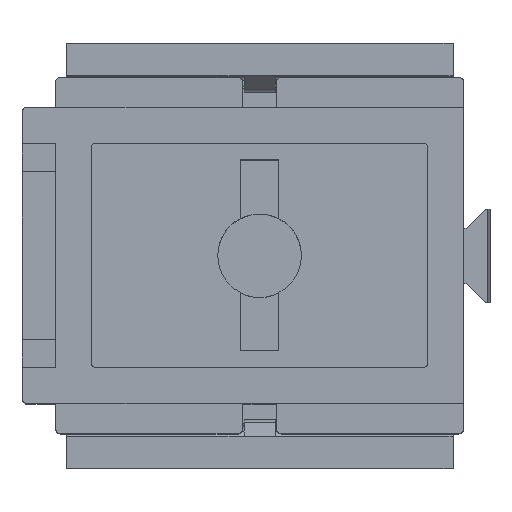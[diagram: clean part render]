
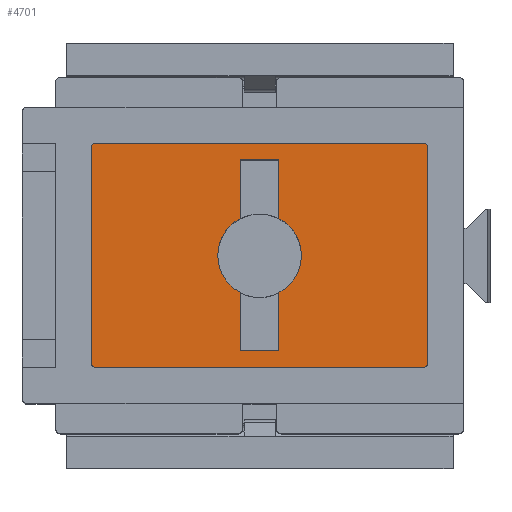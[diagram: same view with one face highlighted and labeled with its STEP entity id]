
A CAD part, top view. The second image highlights one B-rep face of the part: STEP entity #4701.
In plain terms, the highlighted planar face has unit normal (0, 0, 1).
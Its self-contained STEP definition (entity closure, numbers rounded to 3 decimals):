
#1250=DIRECTION('',(0.,1.,0.));
#1251=VECTOR('',#1250,9.);
#1252=CARTESIAN_POINT('',(-7.618,366.215,15.5));
#1253=LINE('',#1252,#1251);
#1257=CARTESIAN_POINT('',(-7.818,366.215,15.5));
#1258=DIRECTION('',(0.,0.,1.));
#1259=DIRECTION('',(0.,-1.,0.));
#1260=AXIS2_PLACEMENT_3D('',#1257,#1258,#1259);
#1265=DIRECTION('',(1.,0.,0.));
#1266=VECTOR('',#1265,13.7);
#1267=CARTESIAN_POINT('',(-21.518,366.015,15.5));
#1268=LINE('',#1267,#1266);
#1272=CARTESIAN_POINT('',(-21.518,366.215,15.5));
#1273=DIRECTION('',(0.,0.,1.));
#1274=DIRECTION('',(-1.,0.,0.));
#1275=AXIS2_PLACEMENT_3D('',#1272,#1273,#1274);
#1280=DIRECTION('',(0.,-1.,0.));
#1281=VECTOR('',#1280,9.);
#1282=CARTESIAN_POINT('',(-21.718,375.215,15.5));
#1283=LINE('',#1282,#1281);
#1287=CARTESIAN_POINT('',(-21.518,375.215,15.5));
#1288=DIRECTION('',(0.,0.,1.));
#1289=DIRECTION('',(0.,1.,0.));
#1290=AXIS2_PLACEMENT_3D('',#1287,#1288,#1289);
#1295=DIRECTION('',(-1.,0.,0.));
#1296=VECTOR('',#1295,13.7);
#1297=CARTESIAN_POINT('',(-7.818,375.415,15.5));
#1298=LINE('',#1297,#1296);
#1302=CARTESIAN_POINT('',(-7.818,375.215,15.5));
#1303=DIRECTION('',(0.,0.,1.));
#1304=DIRECTION('',(1.,0.,0.));
#1305=AXIS2_PLACEMENT_3D('',#1302,#1303,#1304);
#2777=CARTESIAN_POINT('',(-14.668,370.715,15.5));
#2778=DIRECTION('',(0.,0.,-1.));
#2779=DIRECTION('',(-1.,0.,0.));
#2780=AXIS2_PLACEMENT_3D('',#2777,#2778,#2779);
#2807=CARTESIAN_POINT('',(-14.668,370.715,15.5));
#2808=DIRECTION('',(0.,0.,-1.));
#2809=DIRECTION('',(0.457,0.889,0.));
#2810=AXIS2_PLACEMENT_3D('',#2807,#2808,#2809);
#2830=DIRECTION('',(0.,-1.,0.));
#2831=VECTOR('',#2830,2.444);
#2832=CARTESIAN_POINT('',(-15.468,374.715,15.5));
#2833=LINE('',#2832,#2831);
#2844=DIRECTION('',(0.,-1.,0.));
#2845=VECTOR('',#2844,2.444);
#2846=CARTESIAN_POINT('',(-15.468,369.159,15.5));
#2847=LINE('',#2846,#2845);
#2851=DIRECTION('',(-1.,0.,0.));
#2852=VECTOR('',#2851,1.6);
#2853=CARTESIAN_POINT('',(-13.868,374.715,15.5));
#2854=LINE('',#2853,#2852);
#2865=DIRECTION('',(0.,1.,0.));
#2866=VECTOR('',#2865,2.444);
#2867=CARTESIAN_POINT('',(-13.868,366.715,15.5));
#2868=LINE('',#2867,#2866);
#2879=DIRECTION('',(0.,1.,0.));
#2880=VECTOR('',#2879,2.444);
#2881=CARTESIAN_POINT('',(-13.868,372.272,15.5));
#2882=LINE('',#2881,#2880);
#2886=DIRECTION('',(1.,0.,0.));
#2887=VECTOR('',#2886,1.6);
#2888=CARTESIAN_POINT('',(-15.468,366.715,15.5));
#2889=LINE('',#2888,#2887);
#2942=CARTESIAN_POINT('',(-14.668,370.715,15.5));
#2943=DIRECTION('',(0.,0.,-1.));
#2944=DIRECTION('',(1.,0.,0.));
#2945=AXIS2_PLACEMENT_3D('',#2942,#2943,#2944);
#2972=CARTESIAN_POINT('',(-14.668,370.715,15.5));
#2973=DIRECTION('',(0.,0.,-1.));
#2974=DIRECTION('',(-0.457,-0.889,0.));
#2975=AXIS2_PLACEMENT_3D('',#2972,#2973,#2974);
#3192=CARTESIAN_POINT('',(-7.618,366.215,15.5));
#3193=CARTESIAN_POINT('',(-7.618,375.215,15.5));
#3194=VERTEX_POINT('',#3192);
#3195=VERTEX_POINT('',#3193);
#3196=CARTESIAN_POINT('',(-7.818,375.415,15.5));
#3197=VERTEX_POINT('',#3196);
#3198=CARTESIAN_POINT('',(-21.518,375.415,15.5));
#3199=VERTEX_POINT('',#3198);
#3200=CARTESIAN_POINT('',(-21.718,375.215,15.5));
#3201=VERTEX_POINT('',#3200);
#3202=CARTESIAN_POINT('',(-21.718,366.215,15.5));
#3203=VERTEX_POINT('',#3202);
#3204=CARTESIAN_POINT('',(-21.518,366.015,15.5));
#3205=VERTEX_POINT('',#3204);
#3206=CARTESIAN_POINT('',(-7.818,366.015,15.5));
#3207=VERTEX_POINT('',#3206);
#3224=CARTESIAN_POINT('',(-16.418,370.715,15.5));
#3225=CARTESIAN_POINT('',(-15.468,372.272,15.5));
#3226=VERTEX_POINT('',#3224);
#3227=VERTEX_POINT('',#3225);
#3228=CARTESIAN_POINT('',(-13.868,372.272,15.5));
#3229=CARTESIAN_POINT('',(-12.918,370.715,15.5));
#3230=VERTEX_POINT('',#3228);
#3231=VERTEX_POINT('',#3229);
#3232=CARTESIAN_POINT('',(-13.868,369.159,15.5));
#3233=VERTEX_POINT('',#3232);
#3234=CARTESIAN_POINT('',(-15.468,369.159,15.5));
#3235=VERTEX_POINT('',#3234);
#3236=CARTESIAN_POINT('',(-15.468,374.715,15.5));
#3237=VERTEX_POINT('',#3236);
#3238=CARTESIAN_POINT('',(-15.468,366.715,15.5));
#3239=VERTEX_POINT('',#3238);
#3240=CARTESIAN_POINT('',(-13.868,366.715,15.5));
#3241=VERTEX_POINT('',#3240);
#3242=CARTESIAN_POINT('',(-13.868,374.715,15.5));
#3243=VERTEX_POINT('',#3242);
#4656=CARTESIAN_POINT('',(-14.668,370.715,15.5));
#4657=DIRECTION('',(0.,0.,1.));
#4658=DIRECTION('',(0.,-1.,0.));
#4659=AXIS2_PLACEMENT_3D('',#4656,#4657,#4658);
#4660=PLANE('',#4659);
#4662=ORIENTED_EDGE('',*,*,#4661,.F.);
#4664=ORIENTED_EDGE('',*,*,#4663,.F.);
#4666=ORIENTED_EDGE('',*,*,#4665,.F.);
#4668=ORIENTED_EDGE('',*,*,#4667,.F.);
#4670=ORIENTED_EDGE('',*,*,#4669,.F.);
#4672=ORIENTED_EDGE('',*,*,#4671,.F.);
#4674=ORIENTED_EDGE('',*,*,#4673,.F.);
#4676=ORIENTED_EDGE('',*,*,#4675,.F.);
#4677=EDGE_LOOP('',(#4662,#4664,#4666,#4668,#4670,#4672,#4674,#4676));
#4678=FACE_OUTER_BOUND('',#4677,.F.);
#4680=ORIENTED_EDGE('',*,*,#4679,.F.);
#4682=ORIENTED_EDGE('',*,*,#4681,.F.);
#4684=ORIENTED_EDGE('',*,*,#4683,.T.);
#4686=ORIENTED_EDGE('',*,*,#4685,.T.);
#4688=ORIENTED_EDGE('',*,*,#4687,.T.);
#4690=ORIENTED_EDGE('',*,*,#4689,.F.);
#4692=ORIENTED_EDGE('',*,*,#4691,.F.);
#4694=ORIENTED_EDGE('',*,*,#4693,.T.);
#4696=ORIENTED_EDGE('',*,*,#4695,.T.);
#4698=ORIENTED_EDGE('',*,*,#4697,.T.);
#4699=EDGE_LOOP('',(#4680,#4682,#4684,#4686,#4688,#4690,#4692,#4694,#4696,
#4698));
#4700=FACE_BOUND('',#4699,.F.);
#1261=CIRCLE('',#1260,0.2);
#1276=CIRCLE('',#1275,0.2);
#1291=CIRCLE('',#1290,0.2);
#1306=CIRCLE('',#1305,0.2);
#2781=CIRCLE('',#2780,1.75);
#2811=CIRCLE('',#2810,1.75);
#2946=CIRCLE('',#2945,1.75);
#2976=CIRCLE('',#2975,1.75);
#4661=EDGE_CURVE('',#3194,#3195,#1253,.T.);
#4663=EDGE_CURVE('',#3207,#3194,#1261,.T.);
#4665=EDGE_CURVE('',#3205,#3207,#1268,.T.);
#4667=EDGE_CURVE('',#3203,#3205,#1276,.T.);
#4669=EDGE_CURVE('',#3201,#3203,#1283,.T.);
#4671=EDGE_CURVE('',#3199,#3201,#1291,.T.);
#4673=EDGE_CURVE('',#3197,#3199,#1298,.T.);
#4675=EDGE_CURVE('',#3195,#3197,#1306,.T.);
#4679=EDGE_CURVE('',#3226,#3227,#2781,.T.);
#4681=EDGE_CURVE('',#3235,#3226,#2976,.T.);
#4683=EDGE_CURVE('',#3235,#3239,#2847,.T.);
#4685=EDGE_CURVE('',#3239,#3241,#2889,.T.);
#4687=EDGE_CURVE('',#3241,#3233,#2868,.T.);
#4689=EDGE_CURVE('',#3231,#3233,#2946,.T.);
#4691=EDGE_CURVE('',#3230,#3231,#2811,.T.);
#4693=EDGE_CURVE('',#3230,#3243,#2882,.T.);
#4695=EDGE_CURVE('',#3243,#3237,#2854,.T.);
#4697=EDGE_CURVE('',#3237,#3227,#2833,.T.);
#4701=ADVANCED_FACE('',(#4678,#4700),#4660,.T.);
